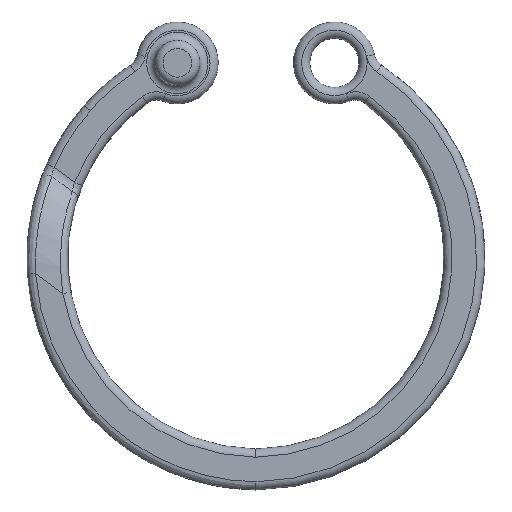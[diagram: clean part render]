
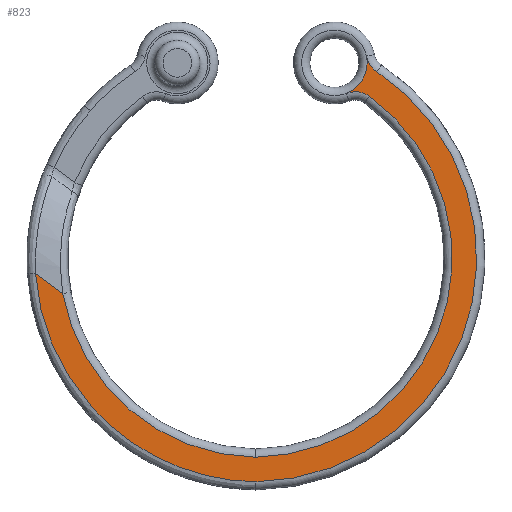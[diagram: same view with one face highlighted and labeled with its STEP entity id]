
A CAD part, top view. The second image highlights one B-rep face of the part: STEP entity #823.
In plain terms, the highlighted planar face has unit normal (0, 0, 1).
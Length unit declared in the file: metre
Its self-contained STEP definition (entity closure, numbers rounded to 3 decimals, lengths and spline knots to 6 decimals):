
#75=B_SPLINE_CURVE_WITH_KNOTS('',3,(#1398,#1399,#1400,#1401,#1402,#1403,
#1404,#1405),.UNSPECIFIED.,.F.,.F.,(4,1,1,1,1,4),(0.,0.002529,
0.005058,0.010116,0.015175,0.020233),
 .UNSPECIFIED.);
#76=B_SPLINE_CURVE_WITH_KNOTS('',3,(#1407,#1408,#1409,#1410),
 .UNSPECIFIED.,.F.,.F.,(4,4),(0.,0.000033),.UNSPECIFIED.);
#114=CIRCLE('',#912,0.012173);
#115=CIRCLE('',#913,0.012173);
#116=CIRCLE('',#914,0.013673);
#117=CIRCLE('',#915,0.0015);
#118=CIRCLE('',#916,0.002);
#119=CIRCLE('',#917,0.002);
#120=CIRCLE('',#918,0.0015);
#211=ORIENTED_EDGE('',*,*,#470,.T.);
#212=ORIENTED_EDGE('',*,*,#471,.T.);
#213=ORIENTED_EDGE('',*,*,#472,.T.);
#214=ORIENTED_EDGE('',*,*,#473,.T.);
#215=ORIENTED_EDGE('',*,*,#474,.T.);
#216=ORIENTED_EDGE('',*,*,#475,.T.);
#217=ORIENTED_EDGE('',*,*,#476,.T.);
#218=ORIENTED_EDGE('',*,*,#477,.T.);
#219=ORIENTED_EDGE('',*,*,#478,.T.);
#220=ORIENTED_EDGE('',*,*,#479,.T.);
#470=EDGE_CURVE('',#599,#600,#114,.F.);
#471=EDGE_CURVE('',#600,#601,#115,.F.);
#472=EDGE_CURVE('',#601,#602,#654,.F.);
#473=EDGE_CURVE('',#602,#603,#75,.T.);
#474=EDGE_CURVE('',#603,#604,#76,.T.);
#475=EDGE_CURVE('',#604,#605,#116,.T.);
#476=EDGE_CURVE('',#605,#606,#117,.F.);
#477=EDGE_CURVE('',#606,#607,#118,.F.);
#478=EDGE_CURVE('',#607,#608,#119,.F.);
#479=EDGE_CURVE('',#608,#599,#120,.F.);
#599=VERTEX_POINT('',#1392);
#600=VERTEX_POINT('',#1393);
#601=VERTEX_POINT('',#1395);
#602=VERTEX_POINT('',#1397);
#603=VERTEX_POINT('',#1406);
#604=VERTEX_POINT('',#1411);
#605=VERTEX_POINT('',#1413);
#606=VERTEX_POINT('',#1415);
#607=VERTEX_POINT('',#1417);
#608=VERTEX_POINT('',#1419);
#654=LINE('',#1396,#670);
#670=VECTOR('',#1071,1.);
#684=EDGE_LOOP('',(#211,#212,#213,#214,#215,#216,#217,#218,#219,#220));
#751=FACE_BOUND('',#684,.T.);
#815=PLANE('',#911);
#823=ADVANCED_FACE('',(#751),#815,.T.);
#911=AXIS2_PLACEMENT_3D('',#1390,#1065,#1066);
#912=AXIS2_PLACEMENT_3D('',#1391,#1067,#1068);
#913=AXIS2_PLACEMENT_3D('',#1394,#1069,#1070);
#914=AXIS2_PLACEMENT_3D('',#1412,#1072,#1073);
#915=AXIS2_PLACEMENT_3D('',#1414,#1074,#1075);
#916=AXIS2_PLACEMENT_3D('',#1416,#1076,#1077);
#917=AXIS2_PLACEMENT_3D('',#1418,#1078,#1079);
#918=AXIS2_PLACEMENT_3D('',#1420,#1080,#1081);
#1065=DIRECTION('',(0.,0.,1.));
#1066=DIRECTION('',(1.,0.,0.));
#1067=DIRECTION('',(0.,0.,1.));
#1068=DIRECTION('',(1.,0.,0.));
#1069=DIRECTION('',(0.,0.,1.));
#1070=DIRECTION('',(1.,0.,0.));
#1071=DIRECTION('',(0.802,-0.598,0.));
#1072=DIRECTION('',(0.,0.,1.));
#1073=DIRECTION('',(1.,0.,0.));
#1074=DIRECTION('',(0.,0.,1.));
#1075=DIRECTION('',(1.,0.,0.));
#1076=DIRECTION('',(0.,0.,1.));
#1077=DIRECTION('',(1.,0.,0.));
#1078=DIRECTION('',(0.,0.,1.));
#1079=DIRECTION('',(1.,0.,0.));
#1080=DIRECTION('',(0.,0.,1.));
#1081=DIRECTION('',(1.,0.,0.));
#1390=CARTESIAN_POINT('',(-0.0048,0.0136,0.003));
#1391=CARTESIAN_POINT('',(-0.000174,0.001672,0.003));
#1392=CARTESIAN_POINT('',(0.006937,0.011553,0.003));
#1393=CARTESIAN_POINT('',(0.,-0.0105,0.003));
#1394=CARTESIAN_POINT('',(0.000174,0.001672,0.003));
#1395=CARTESIAN_POINT('',(-0.011804,-0.0005,0.003));
#1396=CARTESIAN_POINT('',(-0.016477,0.002985,0.003));
#1397=CARTESIAN_POINT('',(-0.013465,0.000738,0.003));
#1398=CARTESIAN_POINT('',(-0.013465,0.000738,0.003));
#1399=CARTESIAN_POINT('',(-0.013408,-0.000115,0.003));
#1400=CARTESIAN_POINT('',(-0.013138,-0.00178,0.003));
#1401=CARTESIAN_POINT('',(-0.011965,-0.004991,0.003));
#1402=CARTESIAN_POINT('',(-0.009452,-0.008485,0.003));
#1403=CARTESIAN_POINT('',(-0.005106,-0.011282,0.003));
#1404=CARTESIAN_POINT('',(-0.001736,-0.011976,0.003));
#1405=CARTESIAN_POINT('',(-0.000026,-0.012,0.003));
#1406=CARTESIAN_POINT('',(-0.000026,-0.012,0.003));
#1407=CARTESIAN_POINT('',(-0.000026,-0.012,0.003));
#1408=CARTESIAN_POINT('',(-0.000015,-0.012,0.003));
#1409=CARTESIAN_POINT('',(-0.000004,-0.012,0.003));
#1410=CARTESIAN_POINT('',(0.000007,-0.012,0.003));
#1411=CARTESIAN_POINT('',(0.000007,-0.012,0.003));
#1412=CARTESIAN_POINT('',(-0.000174,0.001672,0.003));
#1413=CARTESIAN_POINT('',(0.007397,0.013058,0.003));
#1414=CARTESIAN_POINT('',(0.008228,0.014307,0.003));
#1415=CARTESIAN_POINT('',(0.006759,0.014004,0.003));
#1416=CARTESIAN_POINT('',(0.0048,0.0136,0.003));
#1417=CARTESIAN_POINT('',(0.0068,0.0136,0.003));
#1418=CARTESIAN_POINT('',(0.0048,0.0136,0.003));
#1419=CARTESIAN_POINT('',(0.005521,0.011734,0.003));
#1420=CARTESIAN_POINT('',(0.006061,0.010335,0.003));
